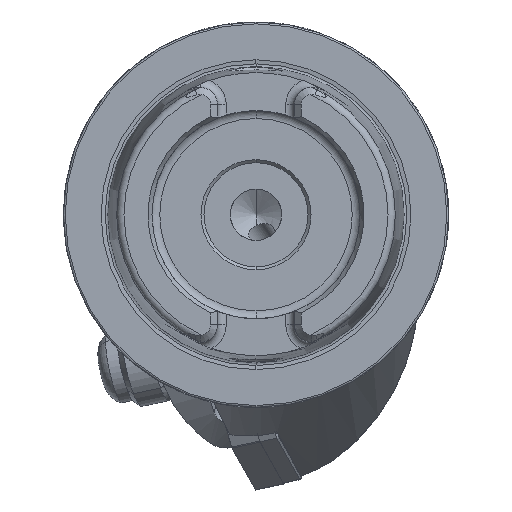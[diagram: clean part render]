
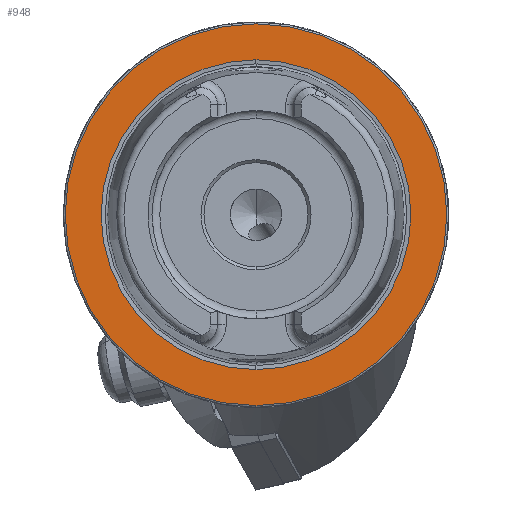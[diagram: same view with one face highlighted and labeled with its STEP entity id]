
A CAD part, left-side view. The second image highlights one B-rep face of the part: STEP entity #948.
In plain terms, the highlighted planar face has unit normal (-1, 0, 0).
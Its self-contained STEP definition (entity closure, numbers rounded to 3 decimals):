
#948 = ADVANCED_FACE ( 'NONE', ( #3454, #3451 ), #3632, .F. ) ;
#2746 = AXIS2_PLACEMENT_3D ( 'NONE', #3639, #3640, #3641 ) ;
#3451 = FACE_OUTER_BOUND ( 'NONE', #6437, .T. ) ;
#3454 = FACE_BOUND ( 'NONE', #5693, .T. ) ;
#3632 = PLANE ( 'NONE',  #2746 ) ;
#3639 = CARTESIAN_POINT ( 'NONE',  ( 0., 31.2, 0. ) ) ;
#3640 = DIRECTION ( 'NONE',  ( 1., 0., 0. ) ) ;
#3641 = DIRECTION ( 'NONE',  ( 0., 0., -1. ) ) ;
#5647 = EDGE_CURVE ( 'NONE', #7812, #7574, #8842, .T. ) ;
#5693 = EDGE_LOOP ( 'NONE', ( #15520, #15521 ) ) ;
#6437 = EDGE_LOOP ( 'NONE', ( #15522, #15523 ) ) ;
#7137 = AXIS2_PLACEMENT_3D ( 'NONE', #9698, #9699, #9700 ) ;
#7574 = VERTEX_POINT ( 'NONE', #11171 ) ;
#7577 = VERTEX_POINT ( 'NONE', #11172 ) ;
#7579 = VERTEX_POINT ( 'NONE', #11166 ) ;
#7812 = VERTEX_POINT ( 'NONE', #11213 ) ;
#8842 = CIRCLE ( 'NONE', #7137, 25.324 ) ;
#9698 = CARTESIAN_POINT ( 'NONE',  ( 0., 0., 0. ) ) ;
#9699 = DIRECTION ( 'NONE',  ( -1., 0., 0. ) ) ;
#9700 = DIRECTION ( 'NONE',  ( 0., 0., 1. ) ) ;
#11166 = CARTESIAN_POINT ( 'NONE',  ( 0., 0., -31.2 ) ) ;
#11171 = CARTESIAN_POINT ( 'NONE',  ( 0., 0., 25.324 ) ) ;
#11172 = CARTESIAN_POINT ( 'NONE',  ( 0., 0., 31.2 ) ) ;
#11213 = CARTESIAN_POINT ( 'NONE',  ( 0., 0., -25.324 ) ) ;
#11439 = AXIS2_PLACEMENT_3D ( 'NONE', #12148, #12149, #12150 ) ;
#11506 = AXIS2_PLACEMENT_3D ( 'NONE', #13489, #13490, #13491 ) ;
#11507 = AXIS2_PLACEMENT_3D ( 'NONE', #13492, #13493, #13494 ) ;
#11646 = CIRCLE ( 'NONE', #11439, 31.2 ) ;
#11851 = CIRCLE ( 'NONE', #11507, 25.324 ) ;
#11853 = CIRCLE ( 'NONE', #11506, 31.2 ) ;
#12148 = CARTESIAN_POINT ( 'NONE',  ( 0., 0., 0. ) ) ;
#12149 = DIRECTION ( 'NONE',  ( -1., 0., 0. ) ) ;
#12150 = DIRECTION ( 'NONE',  ( 0., 0., 1. ) ) ;
#13489 = CARTESIAN_POINT ( 'NONE',  ( 0., 0., 0. ) ) ;
#13490 = DIRECTION ( 'NONE',  ( -1., 0., 0. ) ) ;
#13491 = DIRECTION ( 'NONE',  ( 0., 0., 1. ) ) ;
#13492 = CARTESIAN_POINT ( 'NONE',  ( 0., 0., 0. ) ) ;
#13493 = DIRECTION ( 'NONE',  ( -1., 0., 0. ) ) ;
#13494 = DIRECTION ( 'NONE',  ( 0., 0., 1. ) ) ;
#15394 = EDGE_CURVE ( 'NONE', #7577, #7579, #11646, .T. ) ;
#15520 = ORIENTED_EDGE ( 'NONE', *, *, #16791, .F. ) ;
#15521 = ORIENTED_EDGE ( 'NONE', *, *, #5647, .F. ) ;
#15522 = ORIENTED_EDGE ( 'NONE', *, *, #15394, .T. ) ;
#15523 = ORIENTED_EDGE ( 'NONE', *, *, #16790, .T. ) ;
#16790 = EDGE_CURVE ( 'NONE', #7579, #7577, #11853, .T. ) ;
#16791 = EDGE_CURVE ( 'NONE', #7574, #7812, #11851, .T. ) ;
